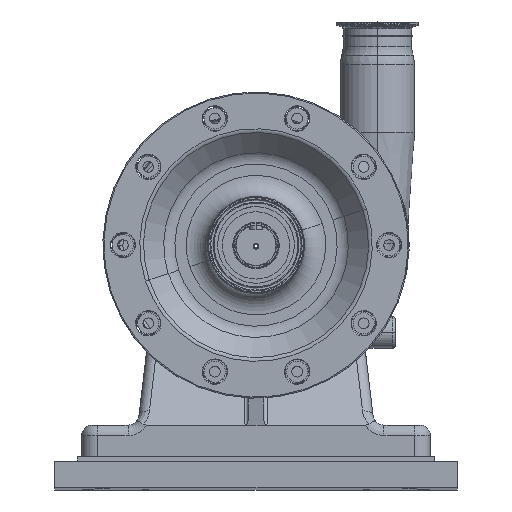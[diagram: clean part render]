
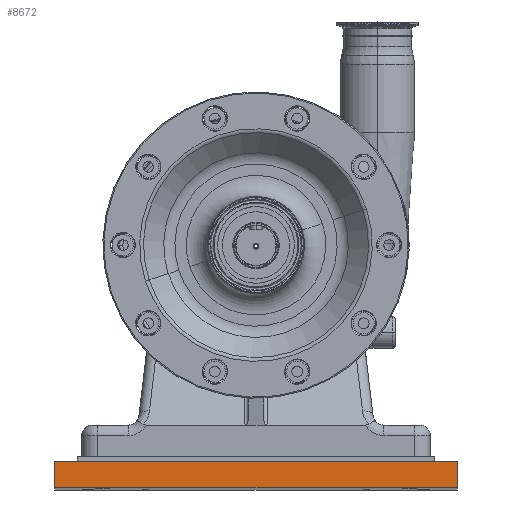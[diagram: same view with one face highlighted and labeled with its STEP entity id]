
A CAD part, top view. The second image highlights one B-rep face of the part: STEP entity #8672.
In plain terms, the highlighted planar face has unit normal (0, 0, 1).
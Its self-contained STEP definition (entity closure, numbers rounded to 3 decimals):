
#42 = PLANE ( 'NONE',  #11549 ) ;
#471 = CARTESIAN_POINT ( 'NONE',  ( -190.5, -25.4, 571.5 ) ) ;
#757 = CARTESIAN_POINT ( 'NONE',  ( -190.5, 0., 571.5 ) ) ;
#1881 = CARTESIAN_POINT ( 'NONE',  ( 190.5, 0., 571.5 ) ) ;
#4089 = DIRECTION ( 'NONE',  ( 1., 0., 0. ) ) ;
#5534 = VECTOR ( 'NONE', #20032, 1000. ) ;
#5651 = EDGE_LOOP ( 'NONE', ( #25773, #16537, #23447, #27532 ) ) ;
#8472 = VERTEX_POINT ( 'NONE', #10487 ) ;
#8672 = ADVANCED_FACE ( 'NONE', ( #16165 ), #42, .T. ) ;
#9259 = LINE ( 'NONE', #22838, #10276 ) ;
#10100 = VECTOR ( 'NONE', #26835, 1000. ) ;
#10276 = VECTOR ( 'NONE', #16127, 1000. ) ;
#10487 = CARTESIAN_POINT ( 'NONE',  ( 190.5, -25.4, 571.5 ) ) ;
#10926 = CARTESIAN_POINT ( 'NONE',  ( 190.5, -25.4, 571.5 ) ) ;
#11549 = AXIS2_PLACEMENT_3D ( 'NONE', #16024, #25264, #18404 ) ;
#13155 = LINE ( 'NONE', #10926, #5534 ) ;
#14500 = EDGE_CURVE ( 'NONE', #17214, #8472, #22655, .T. ) ;
#14909 = VERTEX_POINT ( 'NONE', #1881 ) ;
#15460 = VERTEX_POINT ( 'NONE', #757 ) ;
#16024 = CARTESIAN_POINT ( 'NONE',  ( 190.5, -25.4, 571.5 ) ) ;
#16127 = DIRECTION ( 'NONE',  ( 0., 1., 0. ) ) ;
#16165 = FACE_OUTER_BOUND ( 'NONE', #5651, .T. ) ;
#16537 = ORIENTED_EDGE ( 'NONE', *, *, #17624, .F. ) ;
#17214 = VERTEX_POINT ( 'NONE', #471 ) ;
#17216 = LINE ( 'NONE', #19760, #19808 ) ;
#17624 = EDGE_CURVE ( 'NONE', #17214, #15460, #9259, .T. ) ;
#17721 = CARTESIAN_POINT ( 'NONE',  ( 190.5, -25.4, 571.5 ) ) ;
#18404 = DIRECTION ( 'NONE',  ( 1., 0., 0. ) ) ;
#19760 = CARTESIAN_POINT ( 'NONE',  ( 190.5, 0., 571.5 ) ) ;
#19808 = VECTOR ( 'NONE', #4089, 1000. ) ;
#20032 = DIRECTION ( 'NONE',  ( 0., 1., 0. ) ) ;
#22655 = LINE ( 'NONE', #17721, #10100 ) ;
#22838 = CARTESIAN_POINT ( 'NONE',  ( -190.5, -25.4, 571.5 ) ) ;
#23447 = ORIENTED_EDGE ( 'NONE', *, *, #14500, .T. ) ;
#25264 = DIRECTION ( 'NONE',  ( 0., 0., 1. ) ) ;
#25773 = ORIENTED_EDGE ( 'NONE', *, *, #27679, .F. ) ;
#26835 = DIRECTION ( 'NONE',  ( 1., 0., 0. ) ) ;
#27532 = ORIENTED_EDGE ( 'NONE', *, *, #28171, .T. ) ;
#27679 = EDGE_CURVE ( 'NONE', #15460, #14909, #17216, .T. ) ;
#28171 = EDGE_CURVE ( 'NONE', #8472, #14909, #13155, .T. ) ;
